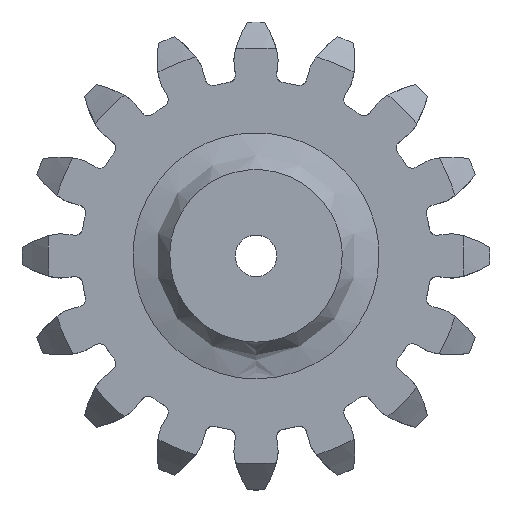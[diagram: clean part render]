
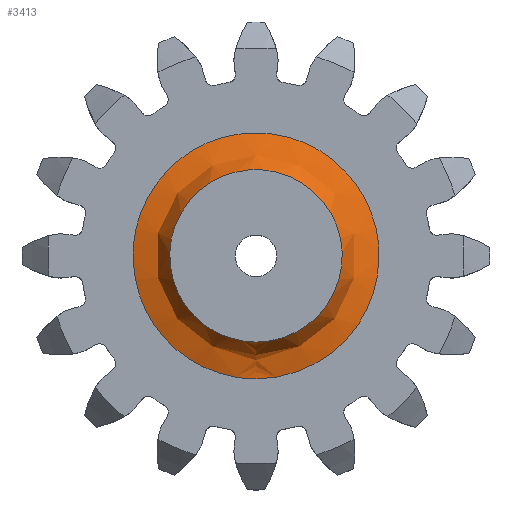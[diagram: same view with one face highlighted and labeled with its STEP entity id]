
A CAD part, top view. The second image highlights one B-rep face of the part: STEP entity #3413.
In plain terms, the highlighted free-form (B-spline) face has degree [3, 3] with [5, 10] control points.
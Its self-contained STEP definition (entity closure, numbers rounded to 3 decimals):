
#47=B_SPLINE_SURFACE_WITH_KNOTS('',3,3,((#14404,#14405,#14406,#14407,#14408,
#14409,#14410,#14411,#14412,#14413),(#14414,#14415,#14416,#14417,#14418,
#14419,#14420,#14421,#14422,#14423),(#14424,#14425,#14426,#14427,#14428,
#14429,#14430,#14431,#14432,#14433),(#14434,#14435,#14436,#14437,#14438,
#14439,#14440,#14441,#14442,#14443),(#14444,#14445,#14446,#14447,#14448,
#14449,#14450,#14451,#14452,#14453)),.UNSPECIFIED.,.F.,.T.,.F.,(4,1,4),
(4,1,1,1,1,1,1,4),(0.,0.588,1.175),(-1.571,
-0.673,0.224,1.122,2.02,
2.917,3.815,4.712),.UNSPECIFIED.);
#144=B_SPLINE_CURVE_WITH_KNOTS('',3,(#10825,#10826,#10827,#10828,#10829,
#10830,#10831,#10832,#10833,#10834),.UNSPECIFIED.,.T.,.F.,(4,1,1,1,1,1,
1,4),(-4.712,-3.815,-2.917,-2.02,
-1.122,-0.224,0.673,1.571),
 .UNSPECIFIED.);
#160=B_SPLINE_CURVE_WITH_KNOTS('',3,(#14392,#14393,#14394,#14395,#14396,
#14397,#14398,#14399,#14400,#14401),.UNSPECIFIED.,.T.,.F.,(4,1,1,1,1,1,
1,4),(-0.128,0.17,0.469,0.768,
1.066,1.365,1.664,1.963),
 .UNSPECIFIED.);
#161=B_SPLINE_CURVE_WITH_KNOTS('',3,(#14454,#14455,#14456,#14457,#14458),
 .UNSPECIFIED.,.F.,.F.,(4,1,4),(0.,0.588,1.175),
 .UNSPECIFIED.);
#338=FACE_OUTER_BOUND('',#528,.T.);
#528=EDGE_LOOP('',(#2616,#2617,#2618,#2619));
#1498=VERTEX_POINT('',#10824);
#1514=VERTEX_POINT('',#14391);
#1910=EDGE_CURVE('',#1498,#1498,#144,.T.);
#1941=EDGE_CURVE('',#1514,#1514,#160,.F.);
#1943=EDGE_CURVE('',#1498,#1514,#161,.T.);
#2616=ORIENTED_EDGE('',*,*,#1941,.T.);
#2617=ORIENTED_EDGE('',*,*,#1943,.F.);
#2618=ORIENTED_EDGE('',*,*,#1910,.T.);
#2619=ORIENTED_EDGE('',*,*,#1943,.T.);
#3413=ADVANCED_FACE('',(#338),#47,.T.);
#10824=CARTESIAN_POINT('',(0.,-4.732,2.8));
#10825=CARTESIAN_POINT('Ctrl Pts',(0.,-4.732,
2.8));
#10826=CARTESIAN_POINT('Ctrl Pts',(1.416,-4.732,2.8));
#10827=CARTESIAN_POINT('Ctrl Pts',(4.231,-3.379,2.8));
#10828=CARTESIAN_POINT('Ctrl Pts',(5.286,1.207,2.8));
#10829=CARTESIAN_POINT('Ctrl Pts',(2.348,4.878,2.8));
#10830=CARTESIAN_POINT('Ctrl Pts',(-2.35,4.882,2.8));
#10831=CARTESIAN_POINT('Ctrl Pts',(-5.28,1.205,2.8));
#10832=CARTESIAN_POINT('Ctrl Pts',(-4.234,-3.38,
2.8));
#10833=CARTESIAN_POINT('Ctrl Pts',(-1.416,-4.732,
2.8));
#10834=CARTESIAN_POINT('Ctrl Pts',(0.,-4.732,
2.8));
#14391=CARTESIAN_POINT('',(0.,-3.318,3.8));
#14392=CARTESIAN_POINT('Ctrl Pts',(0.,-3.318,
3.8));
#14393=CARTESIAN_POINT('Ctrl Pts',(0.993,-3.318,
3.8));
#14394=CARTESIAN_POINT('Ctrl Pts',(2.967,-2.369,3.8));
#14395=CARTESIAN_POINT('Ctrl Pts',(3.706,0.846,3.8));
#14396=CARTESIAN_POINT('Ctrl Pts',(1.646,3.42,3.8));
#14397=CARTESIAN_POINT('Ctrl Pts',(-1.648,3.423,3.8));
#14398=CARTESIAN_POINT('Ctrl Pts',(-3.702,0.845,
3.8));
#14399=CARTESIAN_POINT('Ctrl Pts',(-2.969,-2.37,
3.8));
#14400=CARTESIAN_POINT('Ctrl Pts',(-0.993,-3.318,
3.8));
#14401=CARTESIAN_POINT('Ctrl Pts',(0.,-3.318,
3.8));
#14404=CARTESIAN_POINT('Ctrl Pts',(0.,-4.732,
2.8));
#14405=CARTESIAN_POINT('Ctrl Pts',(-1.416,-4.732,
2.8));
#14406=CARTESIAN_POINT('Ctrl Pts',(-4.234,-3.38,
2.8));
#14407=CARTESIAN_POINT('Ctrl Pts',(-5.28,1.205,2.8));
#14408=CARTESIAN_POINT('Ctrl Pts',(-2.35,4.882,2.8));
#14409=CARTESIAN_POINT('Ctrl Pts',(2.348,4.878,2.8));
#14410=CARTESIAN_POINT('Ctrl Pts',(5.286,1.207,2.8));
#14411=CARTESIAN_POINT('Ctrl Pts',(4.231,-3.379,2.8));
#14412=CARTESIAN_POINT('Ctrl Pts',(1.416,-4.732,2.8));
#14413=CARTESIAN_POINT('Ctrl Pts',(0.,-4.732,
2.8));
#14414=CARTESIAN_POINT('Ctrl Pts',(0.,-4.424,
2.8));
#14415=CARTESIAN_POINT('Ctrl Pts',(-1.324,-4.424,2.8));
#14416=CARTESIAN_POINT('Ctrl Pts',(-3.959,-3.16,
2.8));
#14417=CARTESIAN_POINT('Ctrl Pts',(-4.937,1.127,2.8));
#14418=CARTESIAN_POINT('Ctrl Pts',(-2.197,4.565,2.8));
#14419=CARTESIAN_POINT('Ctrl Pts',(2.195,4.561,2.8));
#14420=CARTESIAN_POINT('Ctrl Pts',(4.942,1.128,2.8));
#14421=CARTESIAN_POINT('Ctrl Pts',(3.956,-3.159,2.8));
#14422=CARTESIAN_POINT('Ctrl Pts',(1.324,-4.424,2.8));
#14423=CARTESIAN_POINT('Ctrl Pts',(0.,-4.424,
2.8));
#14424=CARTESIAN_POINT('Ctrl Pts',(0.,-3.81,
2.995));
#14425=CARTESIAN_POINT('Ctrl Pts',(-1.14,-3.81,
2.995));
#14426=CARTESIAN_POINT('Ctrl Pts',(-3.409,-2.721,
2.995));
#14427=CARTESIAN_POINT('Ctrl Pts',(-4.251,0.97,2.995));
#14428=CARTESIAN_POINT('Ctrl Pts',(-1.892,3.931,2.995));
#14429=CARTESIAN_POINT('Ctrl Pts',(1.89,3.927,2.995));
#14430=CARTESIAN_POINT('Ctrl Pts',(4.255,0.971,2.995));
#14431=CARTESIAN_POINT('Ctrl Pts',(3.406,-2.72,2.995));
#14432=CARTESIAN_POINT('Ctrl Pts',(1.14,-3.81,2.995));
#14433=CARTESIAN_POINT('Ctrl Pts',(0.,-3.81,
2.995));
#14434=CARTESIAN_POINT('Ctrl Pts',(0.,-3.42,
3.51));
#14435=CARTESIAN_POINT('Ctrl Pts',(-1.023,-3.42,
3.51));
#14436=CARTESIAN_POINT('Ctrl Pts',(-3.061,-2.443,
3.51));
#14437=CARTESIAN_POINT('Ctrl Pts',(-3.816,0.871,
3.51));
#14438=CARTESIAN_POINT('Ctrl Pts',(-1.699,3.529,3.51));
#14439=CARTESIAN_POINT('Ctrl Pts',(1.697,3.526,3.51));
#14440=CARTESIAN_POINT('Ctrl Pts',(3.82,0.872,3.51));
#14441=CARTESIAN_POINT('Ctrl Pts',(3.058,-2.442,3.51));
#14442=CARTESIAN_POINT('Ctrl Pts',(1.023,-3.42,3.51));
#14443=CARTESIAN_POINT('Ctrl Pts',(0.,-3.42,
3.51));
#14444=CARTESIAN_POINT('Ctrl Pts',(0.,-3.318,
3.8));
#14445=CARTESIAN_POINT('Ctrl Pts',(-0.993,-3.318,
3.8));
#14446=CARTESIAN_POINT('Ctrl Pts',(-2.969,-2.37,
3.8));
#14447=CARTESIAN_POINT('Ctrl Pts',(-3.702,0.845,
3.8));
#14448=CARTESIAN_POINT('Ctrl Pts',(-1.648,3.423,3.8));
#14449=CARTESIAN_POINT('Ctrl Pts',(1.646,3.42,3.8));
#14450=CARTESIAN_POINT('Ctrl Pts',(3.706,0.846,3.8));
#14451=CARTESIAN_POINT('Ctrl Pts',(2.967,-2.369,3.8));
#14452=CARTESIAN_POINT('Ctrl Pts',(0.993,-3.318,
3.8));
#14453=CARTESIAN_POINT('Ctrl Pts',(0.,-3.318,
3.8));
#14454=CARTESIAN_POINT('Ctrl Pts',(0.,-4.732,
2.8));
#14455=CARTESIAN_POINT('Ctrl Pts',(0.,-4.424,
2.8));
#14456=CARTESIAN_POINT('Ctrl Pts',(0.,-3.81,
2.995));
#14457=CARTESIAN_POINT('Ctrl Pts',(0.,-3.42,
3.51));
#14458=CARTESIAN_POINT('Ctrl Pts',(0.,-3.318,
3.8));
